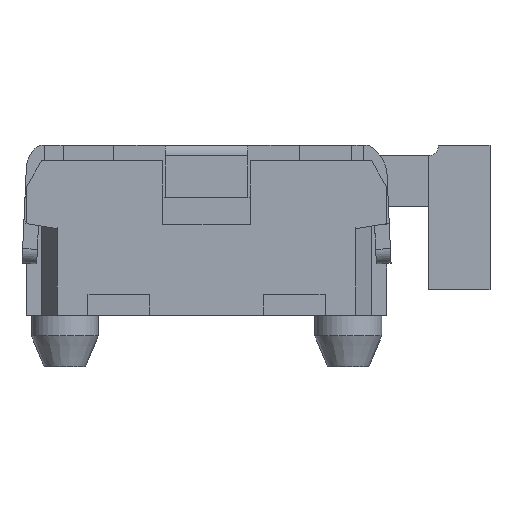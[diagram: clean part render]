
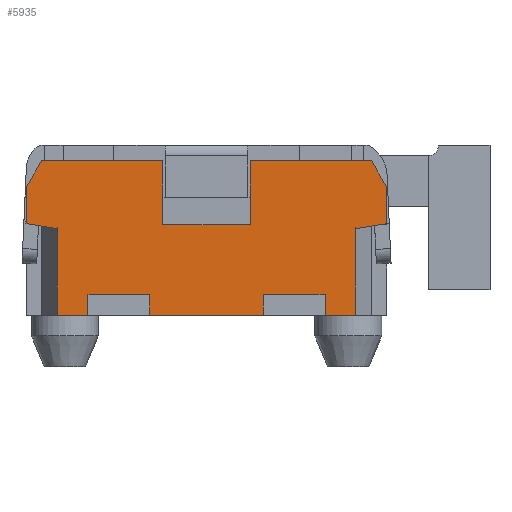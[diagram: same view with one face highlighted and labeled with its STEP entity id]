
A CAD part, left-side view. The second image highlights one B-rep face of the part: STEP entity #5935.
In plain terms, the highlighted planar face has unit normal (-1, 0, 0).
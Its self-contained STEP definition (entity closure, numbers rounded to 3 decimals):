
#158=PLANE('',#6268);
#426=FACE_OUTER_BOUND('',#728,.T.);
#728=EDGE_LOOP('',(#4209,#4210,#4211,#4212,#4213,#4214,#4215,#4216,#4217,
#4218,#4219,#4220,#4221,#4222,#4223,#4224,#4225,#4226,#4227,#4228,#4229,
#4230,#4231,#4232,#4233,#4234));
#1080=LINE('',#8369,#1867);
#1098=LINE('',#8404,#1885);
#1099=LINE('',#8405,#1886);
#1141=LINE('',#8491,#1928);
#1149=LINE('',#8507,#1936);
#1150=LINE('',#8509,#1937);
#1151=LINE('',#8510,#1938);
#1152=LINE('',#8512,#1939);
#1153=LINE('',#8514,#1940);
#1154=LINE('',#8515,#1941);
#1155=LINE('',#8517,#1942);
#1156=LINE('',#8519,#1943);
#1157=LINE('',#8521,#1944);
#1158=LINE('',#8523,#1945);
#1159=LINE('',#8525,#1946);
#1160=LINE('',#8527,#1947);
#1161=LINE('',#8529,#1948);
#1162=LINE('',#8531,#1949);
#1163=LINE('',#8533,#1950);
#1164=LINE('',#8535,#1951);
#1165=LINE('',#8537,#1952);
#1166=LINE('',#8539,#1953);
#1167=LINE('',#8541,#1954);
#1168=LINE('',#8543,#1955);
#1169=LINE('',#8545,#1956);
#1170=LINE('',#8546,#1957);
#1867=VECTOR('',#6757,10.);
#1885=VECTOR('',#6775,10.);
#1886=VECTOR('',#6776,10.);
#1928=VECTOR('',#6832,1000.);
#1936=VECTOR('',#6846,1000.);
#1937=VECTOR('',#6847,1000.);
#1938=VECTOR('',#6848,1000.);
#1939=VECTOR('',#6849,1000.);
#1940=VECTOR('',#6850,1000.);
#1941=VECTOR('',#6851,1000.);
#1942=VECTOR('',#6852,1000.);
#1943=VECTOR('',#6853,1000.);
#1944=VECTOR('',#6854,1000.);
#1945=VECTOR('',#6855,1000.);
#1946=VECTOR('',#6856,1000.);
#1947=VECTOR('',#6857,1000.);
#1948=VECTOR('',#6858,1000.);
#1949=VECTOR('',#6859,1000.);
#1950=VECTOR('',#6860,1000.);
#1951=VECTOR('',#6861,1000.);
#1952=VECTOR('',#6862,1000.);
#1953=VECTOR('',#6863,1000.);
#1954=VECTOR('',#6864,1000.);
#1955=VECTOR('',#6865,1000.);
#1956=VECTOR('',#6866,1000.);
#1957=VECTOR('',#6867,1000.);
#2653=VERTEX_POINT('',#8350);
#2655=VERTEX_POINT('',#8353);
#2657=VERTEX_POINT('',#8359);
#2659=VERTEX_POINT('',#8362);
#2661=VERTEX_POINT('',#8368);
#2678=VERTEX_POINT('',#8402);
#2715=VERTEX_POINT('',#8490);
#2720=VERTEX_POINT('',#8506);
#2721=VERTEX_POINT('',#8508);
#2722=VERTEX_POINT('',#8511);
#2723=VERTEX_POINT('',#8513);
#2724=VERTEX_POINT('',#8516);
#2725=VERTEX_POINT('',#8518);
#2726=VERTEX_POINT('',#8520);
#2727=VERTEX_POINT('',#8522);
#2728=VERTEX_POINT('',#8524);
#2729=VERTEX_POINT('',#8526);
#2730=VERTEX_POINT('',#8528);
#2731=VERTEX_POINT('',#8530);
#2732=VERTEX_POINT('',#8532);
#2733=VERTEX_POINT('',#8534);
#2734=VERTEX_POINT('',#8536);
#2735=VERTEX_POINT('',#8538);
#2736=VERTEX_POINT('',#8540);
#2737=VERTEX_POINT('',#8542);
#2738=VERTEX_POINT('',#8544);
#3245=EDGE_CURVE('',#2661,#2657,#1080,.T.);
#3263=EDGE_CURVE('',#2655,#2678,#1098,.T.);
#3264=EDGE_CURVE('',#2659,#2653,#1099,.T.);
#3306=EDGE_CURVE('',#2661,#2715,#1141,.T.);
#3314=EDGE_CURVE('',#2720,#2657,#1149,.T.);
#3315=EDGE_CURVE('',#2721,#2720,#1150,.T.);
#3316=EDGE_CURVE('',#2659,#2721,#1151,.T.);
#3317=EDGE_CURVE('',#2722,#2653,#1152,.T.);
#3318=EDGE_CURVE('',#2723,#2722,#1153,.T.);
#3319=EDGE_CURVE('',#2655,#2723,#1154,.T.);
#3320=EDGE_CURVE('',#2678,#2724,#1155,.T.);
#3321=EDGE_CURVE('',#2724,#2725,#1156,.T.);
#3322=EDGE_CURVE('',#2725,#2726,#1157,.T.);
#3323=EDGE_CURVE('',#2726,#2727,#1158,.T.);
#3324=EDGE_CURVE('',#2727,#2728,#1159,.T.);
#3325=EDGE_CURVE('',#2728,#2729,#1160,.T.);
#3326=EDGE_CURVE('',#2729,#2730,#1161,.T.);
#3327=EDGE_CURVE('',#2731,#2730,#1162,.T.);
#3328=EDGE_CURVE('',#2732,#2731,#1163,.T.);
#3329=EDGE_CURVE('',#2732,#2733,#1164,.T.);
#3330=EDGE_CURVE('',#2733,#2734,#1165,.T.);
#3331=EDGE_CURVE('',#2734,#2735,#1166,.T.);
#3332=EDGE_CURVE('',#2735,#2736,#1167,.T.);
#3333=EDGE_CURVE('',#2736,#2737,#1168,.T.);
#3334=EDGE_CURVE('',#2737,#2738,#1169,.T.);
#3335=EDGE_CURVE('',#2715,#2738,#1170,.T.);
#4209=ORIENTED_EDGE('',*,*,#3245,.T.);
#4210=ORIENTED_EDGE('',*,*,#3314,.F.);
#4211=ORIENTED_EDGE('',*,*,#3315,.F.);
#4212=ORIENTED_EDGE('',*,*,#3316,.F.);
#4213=ORIENTED_EDGE('',*,*,#3264,.T.);
#4214=ORIENTED_EDGE('',*,*,#3317,.F.);
#4215=ORIENTED_EDGE('',*,*,#3318,.F.);
#4216=ORIENTED_EDGE('',*,*,#3319,.F.);
#4217=ORIENTED_EDGE('',*,*,#3263,.T.);
#4218=ORIENTED_EDGE('',*,*,#3320,.T.);
#4219=ORIENTED_EDGE('',*,*,#3321,.T.);
#4220=ORIENTED_EDGE('',*,*,#3322,.T.);
#4221=ORIENTED_EDGE('',*,*,#3323,.T.);
#4222=ORIENTED_EDGE('',*,*,#3324,.T.);
#4223=ORIENTED_EDGE('',*,*,#3325,.T.);
#4224=ORIENTED_EDGE('',*,*,#3326,.T.);
#4225=ORIENTED_EDGE('',*,*,#3327,.F.);
#4226=ORIENTED_EDGE('',*,*,#3328,.F.);
#4227=ORIENTED_EDGE('',*,*,#3329,.T.);
#4228=ORIENTED_EDGE('',*,*,#3330,.T.);
#4229=ORIENTED_EDGE('',*,*,#3331,.T.);
#4230=ORIENTED_EDGE('',*,*,#3332,.T.);
#4231=ORIENTED_EDGE('',*,*,#3333,.T.);
#4232=ORIENTED_EDGE('',*,*,#3334,.T.);
#4233=ORIENTED_EDGE('',*,*,#3335,.F.);
#4234=ORIENTED_EDGE('',*,*,#3306,.F.);
#5935=ADVANCED_FACE('',(#426),#158,.F.);
#6268=AXIS2_PLACEMENT_3D('',#8505,#6844,#6845);
#6757=DIRECTION('',(0.,-1.,0.));
#6775=DIRECTION('',(0.,-1.,0.));
#6776=DIRECTION('',(0.,-1.,0.));
#6832=DIRECTION('',(0.,0.,1.));
#6844=DIRECTION('center_axis',(1.,0.,0.));
#6845=DIRECTION('ref_axis',(0.,1.,0.));
#6846=DIRECTION('',(0.,0.,-1.));
#6847=DIRECTION('',(0.,1.,0.));
#6848=DIRECTION('',(0.,0.,1.));
#6849=DIRECTION('',(0.,0.,-1.));
#6850=DIRECTION('',(0.,1.,0.));
#6851=DIRECTION('',(0.,0.,1.));
#6852=DIRECTION('',(0.,0.,1.));
#6853=DIRECTION('',(0.,-0.164,-0.986));
#6854=DIRECTION('',(0.,-0.986,0.164));
#6855=DIRECTION('',(0.,0.164,0.986));
#6856=DIRECTION('',(0.,0.,1.));
#6857=DIRECTION('',(0.,0.5,0.866));
#6858=DIRECTION('',(0.,1.,0.));
#6859=DIRECTION('',(0.,0.,1.));
#6860=DIRECTION('',(0.,-1.,0.));
#6861=DIRECTION('',(0.,0.,1.));
#6862=DIRECTION('',(0.,1.,0.));
#6863=DIRECTION('',(0.,0.5,-0.866));
#6864=DIRECTION('',(0.,0.,-1.));
#6865=DIRECTION('',(0.,0.164,-0.986));
#6866=DIRECTION('',(0.,-0.986,-0.164));
#6867=DIRECTION('',(0.,0.164,-0.986));
#8350=CARTESIAN_POINT('',(-2.35,-0.55,0.));
#8353=CARTESIAN_POINT('',(-2.35,-1.15,0.));
#8359=CARTESIAN_POINT('',(-2.35,1.15,0.));
#8362=CARTESIAN_POINT('',(-2.35,0.55,0.));
#8368=CARTESIAN_POINT('',(-2.35,1.45,0.));
#8369=CARTESIAN_POINT('',(-2.35,-0.875,0.));
#8402=CARTESIAN_POINT('',(-2.35,-1.45,0.));
#8404=CARTESIAN_POINT('',(-2.35,-0.875,0.));
#8405=CARTESIAN_POINT('',(-2.35,-0.875,0.));
#8490=CARTESIAN_POINT('',(-2.35,1.45,0.849));
#8491=CARTESIAN_POINT('',(-2.35,1.45,-0.001));
#8505=CARTESIAN_POINT('Origin',(-2.35,-1.75,1.499));
#8506=CARTESIAN_POINT('',(-2.35,1.15,0.199));
#8507=CARTESIAN_POINT('',(-2.35,1.15,-0.001));
#8508=CARTESIAN_POINT('',(-2.35,0.55,0.199));
#8509=CARTESIAN_POINT('',(-2.35,1.15,0.199));
#8510=CARTESIAN_POINT('',(-2.35,0.55,0.199));
#8511=CARTESIAN_POINT('',(-2.35,-0.55,0.199));
#8512=CARTESIAN_POINT('',(-2.35,-0.55,-0.001));
#8513=CARTESIAN_POINT('',(-2.35,-1.15,0.199));
#8514=CARTESIAN_POINT('',(-2.35,-0.55,0.199));
#8515=CARTESIAN_POINT('',(-2.35,-1.15,0.199));
#8516=CARTESIAN_POINT('',(-2.35,-1.45,0.849));
#8517=CARTESIAN_POINT('',(-2.35,-1.45,0.849));
#8518=CARTESIAN_POINT('',(-2.35,-1.452,0.839));
#8519=CARTESIAN_POINT('',(-2.35,-1.353,1.433));
#8520=CARTESIAN_POINT('',(-2.35,-1.752,0.889));
#8521=CARTESIAN_POINT('',(-2.35,-1.752,0.889));
#8522=CARTESIAN_POINT('',(-2.35,-1.75,0.899));
#8523=CARTESIAN_POINT('',(-2.35,-1.75,0.899));
#8524=CARTESIAN_POINT('',(-2.35,-1.75,1.239));
#8525=CARTESIAN_POINT('',(-2.35,-1.75,1.499));
#8526=CARTESIAN_POINT('',(-2.35,-1.6,1.499));
#8527=CARTESIAN_POINT('',(-2.35,-1.6,1.499));
#8528=CARTESIAN_POINT('',(-2.35,-0.425,1.499));
#8529=CARTESIAN_POINT('',(-2.35,1.75,1.499));
#8530=CARTESIAN_POINT('',(-2.35,-0.425,0.879));
#8531=CARTESIAN_POINT('',(-2.35,-0.425,1.139));
#8532=CARTESIAN_POINT('',(-2.35,0.425,0.879));
#8533=CARTESIAN_POINT('',(-2.35,0.425,0.879));
#8534=CARTESIAN_POINT('',(-2.35,0.425,1.499));
#8535=CARTESIAN_POINT('',(-2.35,0.425,1.139));
#8536=CARTESIAN_POINT('',(-2.35,1.6,1.499));
#8537=CARTESIAN_POINT('',(-2.35,1.75,1.499));
#8538=CARTESIAN_POINT('',(-2.35,1.75,1.239));
#8539=CARTESIAN_POINT('',(-2.35,1.75,1.239));
#8540=CARTESIAN_POINT('',(-2.35,1.75,0.899));
#8541=CARTESIAN_POINT('',(-2.35,1.75,0.899));
#8542=CARTESIAN_POINT('',(-2.35,1.752,0.889));
#8543=CARTESIAN_POINT('',(-2.35,1.752,0.889));
#8544=CARTESIAN_POINT('',(-2.35,1.452,0.839));
#8545=CARTESIAN_POINT('',(-2.35,1.511,0.849));
#8546=CARTESIAN_POINT('',(-2.35,1.45,0.849));
